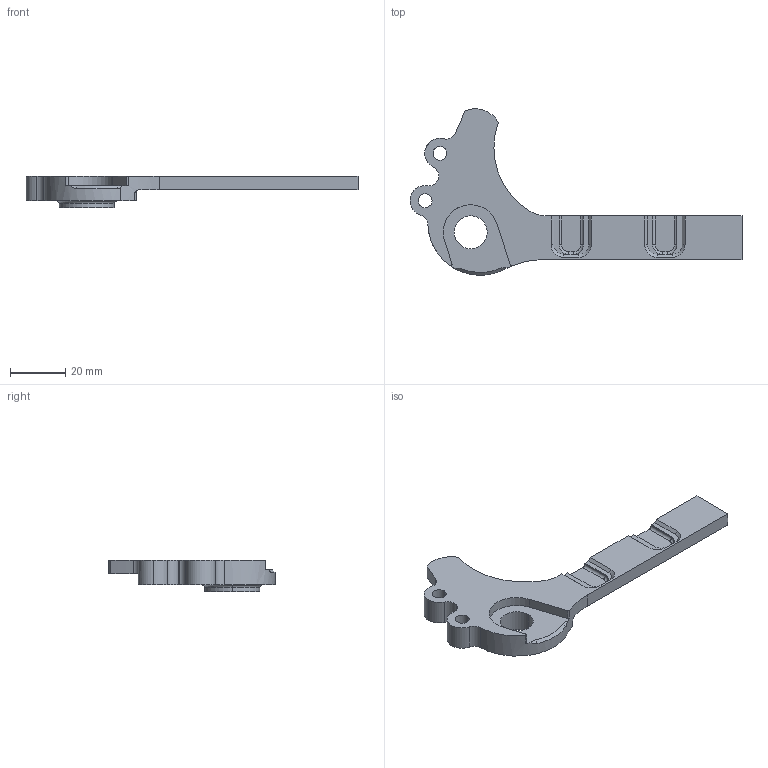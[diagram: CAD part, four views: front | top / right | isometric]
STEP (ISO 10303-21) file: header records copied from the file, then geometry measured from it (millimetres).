
FILE_DESCRIPTION (( 'STEP AP214' ), '1' );
FILE_NAME ('DR2088L_REV2.STEP', '2021-10-25T14:46:46', ( '' ), ( '' ), 'SwSTEP 2.0', 'SolidWorks 2021', '' );
FILE_SCHEMA (( 'AUTOMOTIVE_DESIGN' ));
Length unit declared in the file: millimetre
Products named in the file (1): DR2088L_REV2
Bounding box: 120.52 x 60.39 x 11.5 mm (x, y, z)
Volume: 15406.9 mm3; surface area: 8525.5 mm2
Topology: 1 solids, 1 shells, 88 faces, 236 edges, 151 vertices
Faces by surface type: cylinder 41, plane 28, torus 12, cone 7
Entity records: 2850 total; most frequent: DIRECTION 524, CARTESIAN_POINT 508, ORIENTED_EDGE 472, EDGE_CURVE 236, AXIS2_PLACEMENT_3D 205, VERTEX_POINT 151, CIRCLE 116, VECTOR 114
